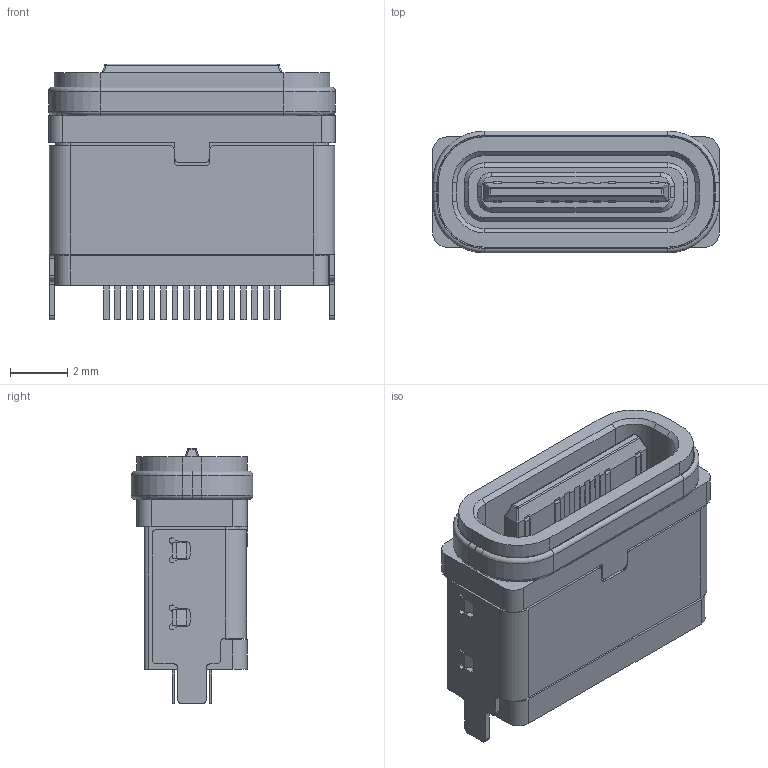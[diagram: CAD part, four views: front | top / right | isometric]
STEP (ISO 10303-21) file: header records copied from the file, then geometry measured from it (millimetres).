
FILE_DESCRIPTION (( 'STEP AP214' ), '1' );
FILE_NAME ('USB-TH_TYPE-C-16PFS-LCH7.45-IPX8.STEP', '2023-05-19T05:47:43', ( '' ), ( '' ), 'SwSTEP 2.0', 'SolidWorks 2020', '' );
FILE_SCHEMA (( 'AUTOMOTIVE_DESIGN' ));
Length unit declared in the file: millimetre
Products named in the file (1): USB-TH_TYPE-C-16PFS-LCH7.45-IPX8
Bounding box: 10.04 x 4.26 x 8.95 mm (x, y, z)
Volume: 182 mm3; surface area: 650.6 mm2
Topology: 1 solids, 1 shells, 760 faces, 2028 edges, 1304 vertices
Faces by surface type: plane 483, cylinder 147, bspline 98, torus 16, cone 12, sphere 4
Entity records: 32352 total; most frequent: CARTESIAN_POINT 5435, ORIENTED_EDGE 4056, DIRECTION 3492, EDGE_CURVE 2028, VECTOR 1466, LINE 1466, VERTEX_POINT 1304, AXIS2_PLACEMENT_3D 1013
